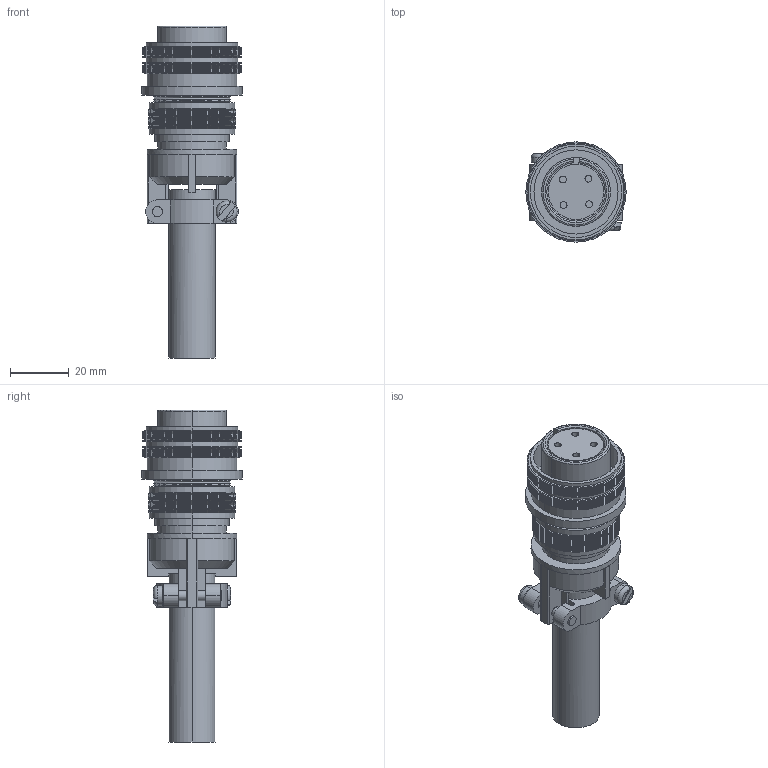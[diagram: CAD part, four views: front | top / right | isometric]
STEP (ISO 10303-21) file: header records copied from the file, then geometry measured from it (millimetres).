
FILE_DESCRIPTION (( 'STEP AP203' ), '1' );
FILE_NAME ('A4760-1-CN.STEP', '2013-11-19T14:12:03', ( '' ), ( '' ), 'SwSTEP 2.0', 'SolidWorks 2012', '' );
FILE_SCHEMA (( 'CONFIG_CONTROL_DESIGN' ));
Length unit declared in the file: inch
Products named in the file (1): A4760-1-CN
Bounding box: 34.04 x 34.04 x 112.7 mm (x, y, z)
Volume: 39190 mm3; surface area: 20322.9 mm2
Topology: 1 solids, 1 shells, 377 faces, 872 edges, 520 vertices
Faces by surface type: cone 170, plane 107, cylinder 88, torus 12
Entity records: 10805 total; most frequent: DIRECTION 2008, CARTESIAN_POINT 1906, ORIENTED_EDGE 1744, EDGE_CURVE 872, AXIS2_PLACEMENT_3D 778, VERTEX_POINT 520, VECTOR 452, LINE 452
